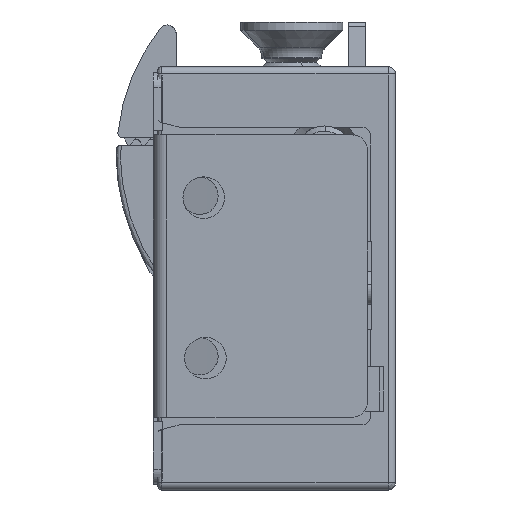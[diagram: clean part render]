
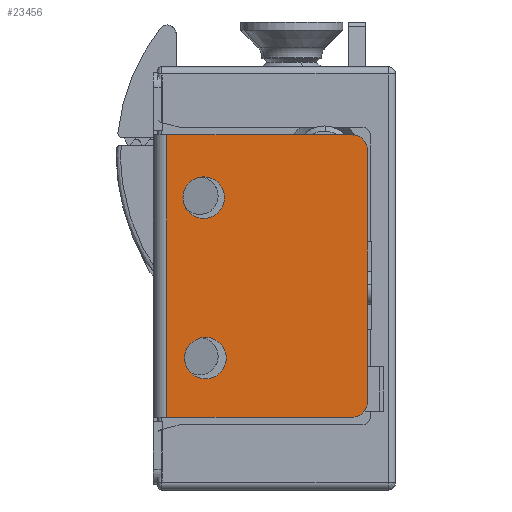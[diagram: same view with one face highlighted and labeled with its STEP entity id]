
A CAD part, front view. The second image highlights one B-rep face of the part: STEP entity #23456.
In plain terms, the highlighted face is planar.
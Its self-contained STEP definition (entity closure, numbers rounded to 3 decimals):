
#656 = FACE_OUTER_BOUND ( 'NONE', #20352, .T. ) ;
#1008 = EDGE_CURVE ( 'NONE', #15154, #15301, #26062, .T. ) ;
#3570 = DIRECTION ( 'NONE',  ( -1., 0., 0. ) ) ;
#3595 = DIRECTION ( 'NONE',  ( 1., 0., 0. ) ) ;
#4030 = CARTESIAN_POINT ( 'NONE',  ( 33.5, -2.9, 3.969 ) ) ;
#4168 = CARTESIAN_POINT ( 'NONE',  ( 33.5, -13.8, -13.85 ) ) ;
#4230 = DIRECTION ( 'NONE',  ( 0., 1., 0. ) ) ;
#4518 = CIRCLE ( 'NONE', #20419, 1.4 ) ;
#4866 = CARTESIAN_POINT ( 'NONE',  ( 33.5, -2.9, 5.369 ) ) ;
#5030 = EDGE_CURVE ( 'NONE', #40709, #15154, #23283, .T. ) ;
#5858 = AXIS2_PLACEMENT_3D ( 'NONE', #4866, #32758, #39810 ) ;
#6894 = FACE_BOUND ( 'NONE', #16453, .T. ) ;
#7102 = FACE_BOUND ( 'NONE', #39924, .T. ) ;
#7347 = LINE ( 'NONE', #32736, #30670 ) ;
#7384 = CARTESIAN_POINT ( 'NONE',  ( 33.5, -2.9, 6.769 ) ) ;
#8118 = AXIS2_PLACEMENT_3D ( 'NONE', #23464, #39072, #29707 ) ;
#8548 = EDGE_CURVE ( 'NONE', #32169, #9527, #9365, .T. ) ;
#8554 = CARTESIAN_POINT ( 'NONE',  ( 33.5, -12.8, 9.35 ) ) ;
#9365 = LINE ( 'NONE', #22050, #26664 ) ;
#9527 = VERTEX_POINT ( 'NONE', #8554 ) ;
#9939 = AXIS2_PLACEMENT_3D ( 'NONE', #19565, #10419, #39123 ) ;
#10079 = CIRCLE ( 'NONE', #33338, 1.4 ) ;
#10419 = DIRECTION ( 'NONE',  ( 1., 0., 0. ) ) ;
#10688 = VERTEX_POINT ( 'NONE', #7384 ) ;
#11300 = CARTESIAN_POINT ( 'NONE',  ( 33.5, -0.3, 9.35 ) ) ;
#11657 = CARTESIAN_POINT ( 'NONE',  ( 33.5, -12.8, -9.65 ) ) ;
#12513 = CARTESIAN_POINT ( 'NONE',  ( 33.5, -2.783, -5.431 ) ) ;
#12676 = CARTESIAN_POINT ( 'NONE',  ( 33.5, -0.3, -9.65 ) ) ;
#12809 = ORIENTED_EDGE ( 'NONE', *, *, #5030, .T. ) ;
#13365 = CARTESIAN_POINT ( 'NONE',  ( 33.5, -12.8, 8.35 ) ) ;
#14056 = ORIENTED_EDGE ( 'NONE', *, *, #19184, .T. ) ;
#14451 = VECTOR ( 'NONE', #28005, 1000. ) ;
#14465 = AXIS2_PLACEMENT_3D ( 'NONE', #26510, #36088, #20053 ) ;
#14933 = AXIS2_PLACEMENT_3D ( 'NONE', #13365, #3595, #32095 ) ;
#15154 = VERTEX_POINT ( 'NONE', #23082 ) ;
#15301 = VERTEX_POINT ( 'NONE', #11657 ) ;
#15384 = VERTEX_POINT ( 'NONE', #12676 ) ;
#16453 = EDGE_LOOP ( 'NONE', ( #17281, #33229 ) ) ;
#17281 = ORIENTED_EDGE ( 'NONE', *, *, #26425, .T. ) ;
#17861 = ORIENTED_EDGE ( 'NONE', *, *, #31967, .F. ) ;
#18282 = CARTESIAN_POINT ( 'NONE',  ( 33.5, -2.783, -5.431 ) ) ;
#19184 = EDGE_CURVE ( 'NONE', #10688, #21975, #27195, .T. ) ;
#19222 = VECTOR ( 'NONE', #23694, 1000. ) ;
#19565 = CARTESIAN_POINT ( 'NONE',  ( 33.5, -13.8, -13.85 ) ) ;
#20053 = DIRECTION ( 'NONE',  ( 0., 0., -1. ) ) ;
#20352 = EDGE_LOOP ( 'NONE', ( #33164, #17861, #39408, #26168, #12809, #21768 ) ) ;
#20419 = AXIS2_PLACEMENT_3D ( 'NONE', #18282, #28482, #33913 ) ;
#20804 = VERTEX_POINT ( 'NONE', #36870 ) ;
#21547 = CARTESIAN_POINT ( 'NONE',  ( 33.5, -0.3, -152.35 ) ) ;
#21768 = ORIENTED_EDGE ( 'NONE', *, *, #1008, .T. ) ;
#21975 = VERTEX_POINT ( 'NONE', #4030 ) ;
#22050 = CARTESIAN_POINT ( 'NONE',  ( 33.5, -13.8, 9.35 ) ) ;
#23082 = CARTESIAN_POINT ( 'NONE',  ( 33.5, -13.8, -8.65 ) ) ;
#23283 = LINE ( 'NONE', #4168, #19222 ) ;
#23456 = ADVANCED_FACE ( 'NONE', ( #656, #6894, #7102 ), #26426, .T. ) ;
#23464 = CARTESIAN_POINT ( 'NONE',  ( 33.5, -12.8, -8.65 ) ) ;
#23694 = DIRECTION ( 'NONE',  ( 0., 0., -1. ) ) ;
#24523 = ORIENTED_EDGE ( 'NONE', *, *, #29923, .T. ) ;
#25206 = DIRECTION ( 'NONE',  ( 0., 0., -1. ) ) ;
#26062 = CIRCLE ( 'NONE', #8118, 1. ) ;
#26149 = EDGE_CURVE ( 'NONE', #15301, #15384, #7347, .T. ) ;
#26168 = ORIENTED_EDGE ( 'NONE', *, *, #35211, .T. ) ;
#26425 = EDGE_CURVE ( 'NONE', #20804, #34238, #10079, .T. ) ;
#26426 = PLANE ( 'NONE',  #9939 ) ;
#26510 = CARTESIAN_POINT ( 'NONE',  ( 33.5, -2.9, 5.369 ) ) ;
#26664 = VECTOR ( 'NONE', #34750, 1000. ) ;
#27195 = CIRCLE ( 'NONE', #5858, 1.4 ) ;
#28005 = DIRECTION ( 'NONE',  ( 0., 0., -1. ) ) ;
#28482 = DIRECTION ( 'NONE',  ( -1., 0., 0. ) ) ;
#29707 = DIRECTION ( 'NONE',  ( 0., 1., 0. ) ) ;
#29923 = EDGE_CURVE ( 'NONE', #21975, #10688, #35073, .T. ) ;
#30670 = VECTOR ( 'NONE', #4230, 1000. ) ;
#31856 = EDGE_CURVE ( 'NONE', #34238, #20804, #4518, .T. ) ;
#31967 = EDGE_CURVE ( 'NONE', #32169, #15384, #37570, .T. ) ;
#32095 = DIRECTION ( 'NONE',  ( 0., 1., 0. ) ) ;
#32169 = VERTEX_POINT ( 'NONE', #11300 ) ;
#32736 = CARTESIAN_POINT ( 'NONE',  ( 33.5, -13.8, -9.65 ) ) ;
#32758 = DIRECTION ( 'NONE',  ( -1., 0., 0. ) ) ;
#33164 = ORIENTED_EDGE ( 'NONE', *, *, #26149, .T. ) ;
#33229 = ORIENTED_EDGE ( 'NONE', *, *, #31856, .T. ) ;
#33338 = AXIS2_PLACEMENT_3D ( 'NONE', #12513, #3570, #25206 ) ;
#33913 = DIRECTION ( 'NONE',  ( 0., 0., -1. ) ) ;
#34032 = CARTESIAN_POINT ( 'NONE',  ( 33.5, -13.8, 8.35 ) ) ;
#34100 = CARTESIAN_POINT ( 'NONE',  ( 33.5, -2.783, -4.031 ) ) ;
#34238 = VERTEX_POINT ( 'NONE', #34100 ) ;
#34750 = DIRECTION ( 'NONE',  ( 0., -1., 0. ) ) ;
#35073 = CIRCLE ( 'NONE', #14465, 1.4 ) ;
#35211 = EDGE_CURVE ( 'NONE', #9527, #40709, #35545, .T. ) ;
#35545 = CIRCLE ( 'NONE', #14933, 1. ) ;
#36088 = DIRECTION ( 'NONE',  ( -1., 0., 0. ) ) ;
#36870 = CARTESIAN_POINT ( 'NONE',  ( 33.5, -2.783, -6.831 ) ) ;
#37570 = LINE ( 'NONE', #21547, #14451 ) ;
#39072 = DIRECTION ( 'NONE',  ( 1., 0., 0. ) ) ;
#39123 = DIRECTION ( 'NONE',  ( 0., 1., 0. ) ) ;
#39408 = ORIENTED_EDGE ( 'NONE', *, *, #8548, .T. ) ;
#39810 = DIRECTION ( 'NONE',  ( 0., 0., -1. ) ) ;
#39924 = EDGE_LOOP ( 'NONE', ( #24523, #14056 ) ) ;
#40709 = VERTEX_POINT ( 'NONE', #34032 ) ;
